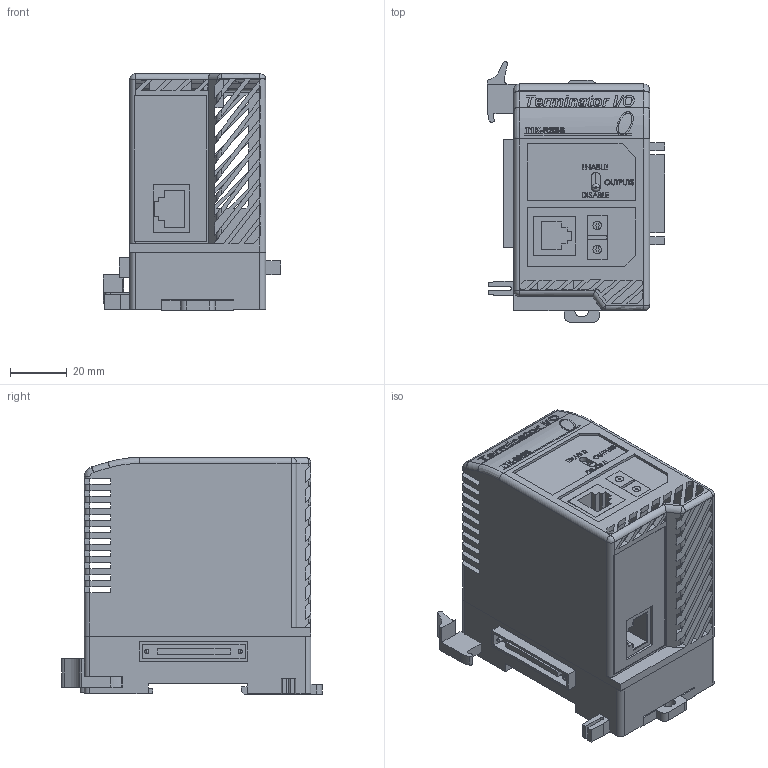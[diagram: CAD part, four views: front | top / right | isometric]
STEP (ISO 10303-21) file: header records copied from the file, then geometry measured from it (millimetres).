
FILE_DESCRIPTION (( 'STEP AP214' ), '1' );
FILE_NAME ('T1K-RSSS.STEP', '2013-11-05T19:34:30', ( '' ), ( '' ), 'SwSTEP 2.0', 'SolidWorks 2013', '' );
FILE_SCHEMA (( 'AUTOMOTIVE_DESIGN' ));
Length unit declared in the file: millimetre
Products named in the file (1): T1K-RSSS
Bounding box: 62.5 x 91.95 x 83.59 mm (x, y, z)
Volume: 106659.7 mm3; surface area: 60698 mm2
Topology: 23 solids, 23 shells, 1273 faces, 3615 edges, 2383 vertices
Faces by surface type: plane 919, bspline 267, cylinder 74, sphere 7, torus 4, cone 2
Entity records: 65895 total; most frequent: CARTESIAN_POINT 21310, ORIENTED_EDGE 7224, DIRECTION 5232, EDGE_CURVE 3612, LINE 2842, VECTOR 2842, VERTEX_POINT 2383, EDGE_LOOP 1411
